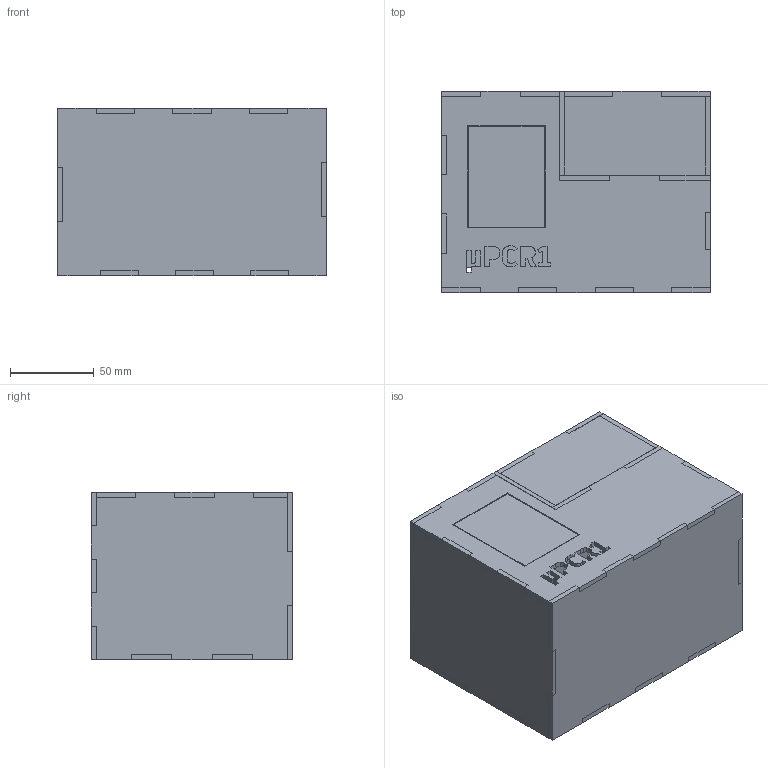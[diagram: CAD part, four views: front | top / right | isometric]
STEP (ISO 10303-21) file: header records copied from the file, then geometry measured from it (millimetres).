
FILE_DESCRIPTION(/* description */ (''),/* implementation_level */ '2;1');
FILE_NAME(/* name */ 'muPCRv4.step',/* time_stamp */ '2022-06-29T16:32:31+02:00',/* author */ (''),/* organization */ (''),/* preprocessor_version */ 'ST-DEVELOPER v18.1',/* originating_system */ 'Autodesk Translation Framework v10.14.0.1471',/* authorisation */ '');
FILE_SCHEMA (('AUTOMOTIVE_DESIGN { 1 0 10303 214 3 1 1 }'));
Length unit declared in the file: millimetre
Products named in the file (14): muPCR; bottom; lside; top; rside; front; slotside; slotback; slotbottom; back; lid; lidtop; lidfront; lidside
Assembly tree (13 placements, depth 3):
  muPCR
    bottom
    lside
    top
    rside
    front
    slotside
    slotback
    slotbottom
    back
    lid
      lidtop
      lidfront
      lidside
Bounding box: 160 x 120 x 100 mm (x, y, z)
Volume: 321657 mm3; surface area: 220723.5 mm2
Topology: 13 solids, 13 shells, 437 faces, 1233 edges, 822 vertices
Faces by surface type: plane 393, bspline 42, cylinder 2
Full cylindrical faces by diameter (mm): 5 x2
Entity records: 14850 total; most frequent: CARTESIAN_POINT 3312, ORIENTED_EDGE 2466, DIRECTION 1999, EDGE_CURVE 1233, LINE 1145, VECTOR 1145, VERTEX_POINT 822, EDGE_LOOP 459
